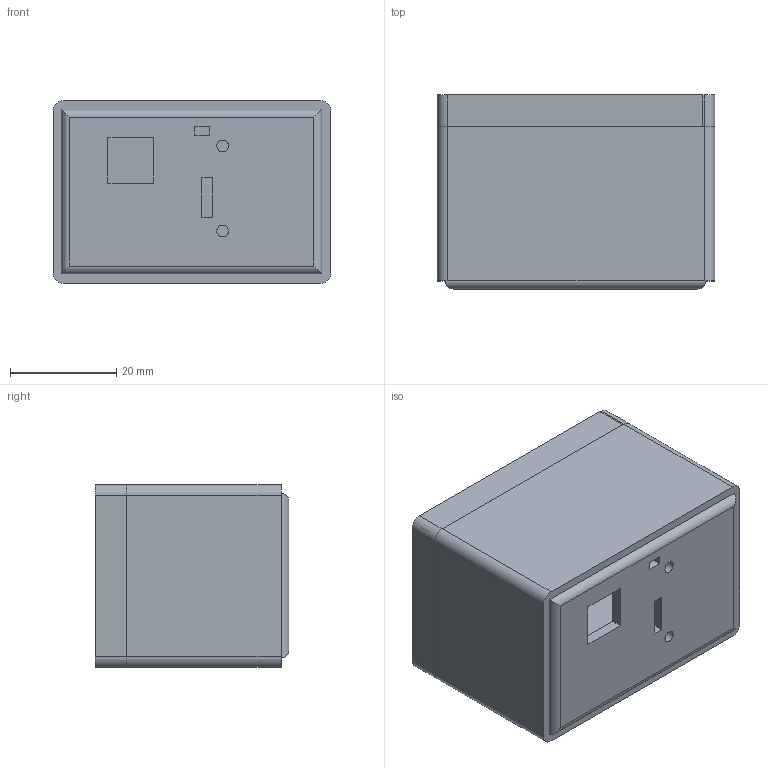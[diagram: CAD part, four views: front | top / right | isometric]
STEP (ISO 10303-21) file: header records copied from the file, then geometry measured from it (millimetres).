
FILE_DESCRIPTION(/* description */ ('KiCad electronic assembly','CAx-IF Rec.Pracs.---Representation and Presentation of Product Manufacturing Information (PMI)---4.0---2014-10-13'),/* implementation_level */ '2;1');
FILE_NAME(/* name */ 'sensorPCB.step',/* time_stamp */ '2025-03-03T17:38:59-08:00',/* author */ (''),/* organization */ (''),/* preprocessor_version */ 'ST-DEVELOPER v20',/* originating_system */ 'Autodesk Translation Framework v13.20.0.188',/* authorisation */ '');
FILE_SCHEMA (('AP242_MANAGED_MODEL_BASED_3D_ENGINEERING_MIM_LF { 1 0 10303 442 1 1 4 }'));
Length unit declared in the file: millimetre
Products named in the file (1): PCB 1
Bounding box: 52.28 x 36.5 x 34.41 mm (x, y, z)
Volume: 15505.5 mm3; surface area: 19800.3 mm2
Topology: 4 solids, 4 shells, 82 faces, 212 edges, 140 vertices
Faces by surface type: plane 66, cylinder 16
Full cylindrical faces by diameter (mm): 2.2 x2, 3.3 x2
Entity records: 2515 total; most frequent: CARTESIAN_POINT 435, ORIENTED_EDGE 424, DIRECTION 406, EDGE_CURVE 212, LINE 184, VECTOR 184, VERTEX_POINT 140, AXIS2_PLACEMENT_3D 111
